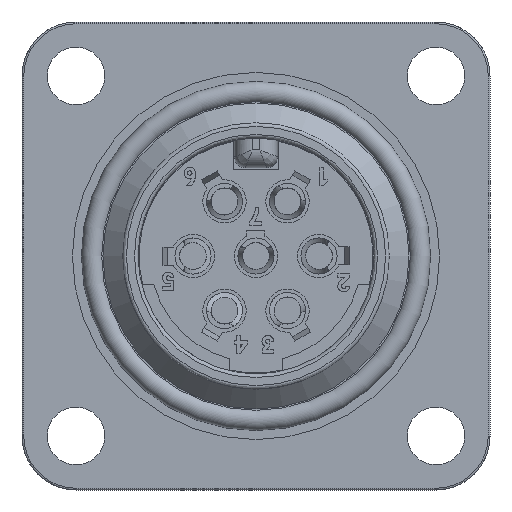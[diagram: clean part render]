
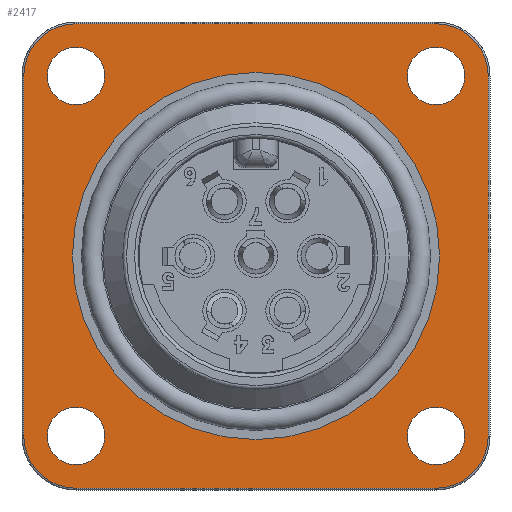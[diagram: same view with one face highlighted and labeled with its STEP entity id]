
A CAD part, left-side view. The second image highlights one B-rep face of the part: STEP entity #2417.
In plain terms, the highlighted planar face has unit normal (-1, 0, 0).
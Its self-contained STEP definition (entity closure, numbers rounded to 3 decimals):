
#2417=ADVANCED_FACE('',(#2926,#2927,#2928,#2929,#2930,#2931),#2710,.T.);
#2710=PLANE('',#7614);
#2926=FACE_BOUND('',#3148,.T.);
#2927=FACE_BOUND('',#3149,.T.);
#2928=FACE_BOUND('',#3150,.T.);
#2929=FACE_BOUND('',#3151,.T.);
#2930=FACE_BOUND('',#3152,.T.);
#2931=FACE_BOUND('',#3153,.T.);
#3148=EDGE_LOOP('',(#4576));
#3149=EDGE_LOOP('',(#4577));
#3150=EDGE_LOOP('',(#4578));
#3151=EDGE_LOOP('',(#4579));
#3152=EDGE_LOOP('',(#4580));
#3153=EDGE_LOOP('',(#4581,#4582,#4583,#4584,#4585,#4586,#4587,#4588));
#3555=LINE('',#9478,#4016);
#3560=LINE('',#9506,#4021);
#3569=LINE('',#9527,#4030);
#3570=LINE('',#9531,#4031);
#4016=VECTOR('',#8113,1.);
#4021=VECTOR('',#8134,1.);
#4030=VECTOR('',#8157,1.);
#4031=VECTOR('',#8162,1.);
#4576=ORIENTED_EDGE('',*,*,#6615,.T.);
#4577=ORIENTED_EDGE('',*,*,#6618,.T.);
#4578=ORIENTED_EDGE('',*,*,#6621,.T.);
#4579=ORIENTED_EDGE('',*,*,#6624,.T.);
#4580=ORIENTED_EDGE('',*,*,#6627,.T.);
#4581=ORIENTED_EDGE('',*,*,#6669,.T.);
#4582=ORIENTED_EDGE('',*,*,#6646,.T.);
#4583=ORIENTED_EDGE('',*,*,#6648,.T.);
#4584=ORIENTED_EDGE('',*,*,#6657,.T.);
#4585=ORIENTED_EDGE('',*,*,#6658,.T.);
#4586=ORIENTED_EDGE('',*,*,#6639,.T.);
#4587=ORIENTED_EDGE('',*,*,#6671,.T.);
#4588=ORIENTED_EDGE('',*,*,#6672,.T.);
#6057=VERTEX_POINT('',#9379);
#6060=VERTEX_POINT('',#9387);
#6063=VERTEX_POINT('',#9395);
#6066=VERTEX_POINT('',#9403);
#6069=VERTEX_POINT('',#9411);
#6081=VERTEX_POINT('',#9442);
#6082=VERTEX_POINT('',#9444);
#6087=VERTEX_POINT('',#9465);
#6088=VERTEX_POINT('',#9467);
#6089=VERTEX_POINT('',#9479);
#6094=VERTEX_POINT('',#9495);
#6100=VERTEX_POINT('',#9528);
#6101=VERTEX_POINT('',#9532);
#6615=EDGE_CURVE('',#6057,#6057,#7392,.T.);
#6618=EDGE_CURVE('',#6060,#6060,#7395,.T.);
#6621=EDGE_CURVE('',#6063,#6063,#7398,.T.);
#6624=EDGE_CURVE('',#6066,#6066,#7401,.T.);
#6627=EDGE_CURVE('',#6069,#6069,#7404,.T.);
#6639=EDGE_CURVE('',#6082,#6081,#7416,.T.);
#6646=EDGE_CURVE('',#6088,#6087,#7421,.T.);
#6648=EDGE_CURVE('',#6087,#6089,#3555,.T.);
#6657=EDGE_CURVE('',#6089,#6094,#7427,.T.);
#6658=EDGE_CURVE('',#6094,#6082,#3560,.T.);
#6669=EDGE_CURVE('',#6100,#6088,#3569,.T.);
#6671=EDGE_CURVE('',#6081,#6101,#3570,.T.);
#6672=EDGE_CURVE('',#6101,#6100,#7431,.T.);
#7392=CIRCLE('',#7548,1.6);
#7395=CIRCLE('',#7553,1.6);
#7398=CIRCLE('',#7558,1.6);
#7401=CIRCLE('',#7563,1.6);
#7404=CIRCLE('',#7568,10.2);
#7416=CIRCLE('',#7588,2.9);
#7421=CIRCLE('',#7594,2.9);
#7427=CIRCLE('',#7603,2.9);
#7431=CIRCLE('',#7613,2.9);
#7548=AXIS2_PLACEMENT_3D('',#9378,#8015,#8016);
#7553=AXIS2_PLACEMENT_3D('',#9386,#8025,#8026);
#7558=AXIS2_PLACEMENT_3D('',#9394,#8035,#8036);
#7563=AXIS2_PLACEMENT_3D('',#9402,#8045,#8046);
#7568=AXIS2_PLACEMENT_3D('',#9410,#8055,#8056);
#7588=AXIS2_PLACEMENT_3D('',#9443,#8095,#8096);
#7594=AXIS2_PLACEMENT_3D('',#9466,#8109,#8110);
#7603=AXIS2_PLACEMENT_3D('',#9496,#8132,#8133);
#7613=AXIS2_PLACEMENT_3D('',#9533,#8163,#8164);
#7614=AXIS2_PLACEMENT_3D('',#9534,#8165,#8166);
#8015=DIRECTION('',(1.,0.,0.));
#8016=DIRECTION('',(0.,-0.998,-0.058));
#8025=DIRECTION('',(1.,0.,0.));
#8026=DIRECTION('',(0.,-0.998,-0.058));
#8035=DIRECTION('',(1.,0.,0.));
#8036=DIRECTION('',(0.,-0.998,-0.058));
#8045=DIRECTION('',(1.,0.,0.));
#8046=DIRECTION('',(0.,-0.998,-0.058));
#8055=DIRECTION('',(1.,0.,0.));
#8056=DIRECTION('',(0.,0.,1.));
#8095=DIRECTION('',(-1.,0.,0.));
#8096=DIRECTION('',(0.,0.,1.));
#8109=DIRECTION('',(-1.,0.,0.));
#8110=DIRECTION('',(0.,0.,-1.));
#8113=DIRECTION('',(0.,0.,1.));
#8132=DIRECTION('',(-1.,0.,0.));
#8133=DIRECTION('',(0.,-1.,0.));
#8134=DIRECTION('',(0.,1.,0.));
#8157=DIRECTION('',(0.,-1.,0.));
#8162=DIRECTION('',(0.,0.,-1.));
#8163=DIRECTION('',(-1.,0.,0.));
#8164=DIRECTION('',(0.,1.,0.));
#8165=DIRECTION('',(-1.,0.,0.));
#8166=DIRECTION('',(0.,0.,1.));
#9378=CARTESIAN_POINT('',(-2.,10.,-10.));
#9379=CARTESIAN_POINT('',(-2.,8.403,-10.092));
#9386=CARTESIAN_POINT('',(-2.,-10.,-10.));
#9387=CARTESIAN_POINT('',(-2.,-11.597,-10.092));
#9394=CARTESIAN_POINT('',(-2.,10.,10.));
#9395=CARTESIAN_POINT('',(-2.,8.403,9.908));
#9402=CARTESIAN_POINT('',(-2.,-10.,10.));
#9403=CARTESIAN_POINT('',(-2.,-11.597,9.908));
#9410=CARTESIAN_POINT('',(-2.,0.,0.));
#9411=CARTESIAN_POINT('',(-2.,0.,10.2));
#9442=CARTESIAN_POINT('',(-2.,12.9,10.));
#9443=CARTESIAN_POINT('',(-2.,10.,10.));
#9444=CARTESIAN_POINT('',(-2.,10.,12.9));
#9465=CARTESIAN_POINT('',(-2.,-12.9,-10.));
#9466=CARTESIAN_POINT('',(-2.,-10.,-10.));
#9467=CARTESIAN_POINT('',(-2.,-10.,-12.9));
#9478=CARTESIAN_POINT('',(-2.,-12.9,-10.));
#9479=CARTESIAN_POINT('',(-2.,-12.9,10.));
#9495=CARTESIAN_POINT('',(-2.,-10.,12.9));
#9496=CARTESIAN_POINT('',(-2.,-10.,10.));
#9506=CARTESIAN_POINT('',(-2.,-10.,12.9));
#9527=CARTESIAN_POINT('',(-2.,10.,-12.9));
#9528=CARTESIAN_POINT('',(-2.,10.,-12.9));
#9531=CARTESIAN_POINT('',(-2.,12.9,10.));
#9532=CARTESIAN_POINT('',(-2.,12.9,-10.));
#9533=CARTESIAN_POINT('',(-2.,10.,-10.));
#9534=CARTESIAN_POINT('',(-2.,-13.65,-13.65));
